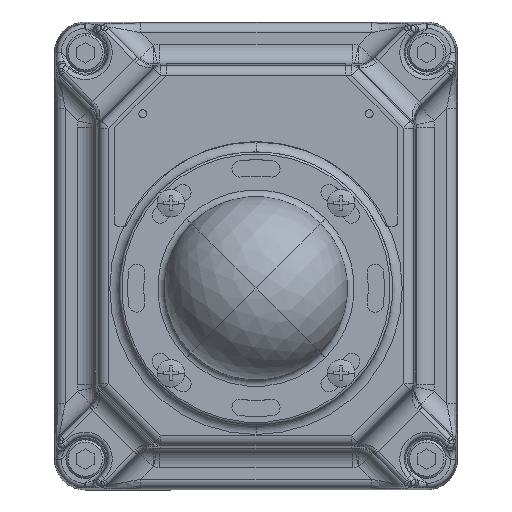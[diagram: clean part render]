
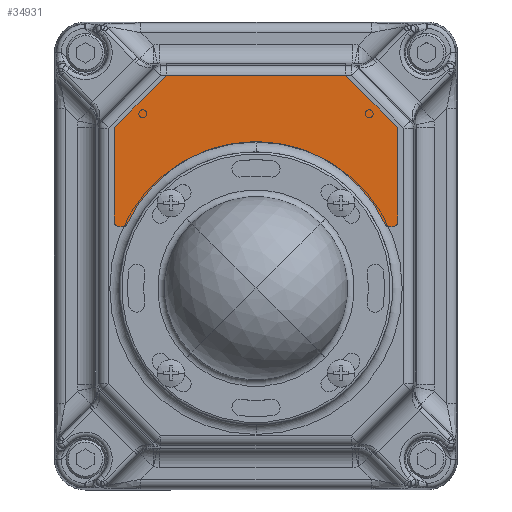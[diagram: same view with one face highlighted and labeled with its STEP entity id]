
A CAD part, top view. The second image highlights one B-rep face of the part: STEP entity #34931.
In plain terms, the highlighted planar face has unit normal (0, 0, 1).
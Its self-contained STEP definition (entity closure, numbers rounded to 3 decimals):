
#219 = CARTESIAN_POINT ( 'NONE',  ( 0., 1.687, 87.044 ) ) ;
#695 = DIRECTION ( 'NONE',  ( 0., 0., 1. ) ) ;
#779 = DIRECTION ( 'NONE',  ( 0., 0., 1. ) ) ;
#3958 = ORIENTED_EDGE ( 'NONE', *, *, #84087, .T. ) ;
#4177 = DIRECTION ( 'NONE',  ( -1., 0., 0. ) ) ;
#4192 = ORIENTED_EDGE ( 'NONE', *, *, #25253, .T. ) ;
#6455 = DIRECTION ( 'NONE',  ( 0., -1., 0. ) ) ;
#7829 = EDGE_CURVE ( 'NONE', #23702, #37168, #32305, .T. ) ;
#7957 = VERTEX_POINT ( 'NONE', #33153 ) ;
#7965 = CARTESIAN_POINT ( 'NONE',  ( 47.625, 20.737, 87.044 ) ) ;
#9661 = DIRECTION ( 'NONE',  ( 1., 0., 0. ) ) ;
#10775 = CARTESIAN_POINT ( 'NONE',  ( 47.179, 54.457, 87.044 ) ) ;
#11258 = VERTEX_POINT ( 'NONE', #14967 ) ;
#11344 = DIRECTION ( 'NONE',  ( 0., 0., 1. ) ) ;
#11881 = CARTESIAN_POINT ( 'NONE',  ( 46.101, 20.737, 87.044 ) ) ;
#13010 = CARTESIAN_POINT ( 'NONE',  ( -47.625, 20.737, 87.044 ) ) ;
#14143 = CARTESIAN_POINT ( 'NONE',  ( -47.625, 53.38, 87.044 ) ) ;
#14967 = CARTESIAN_POINT ( 'NONE',  ( -47.179, 54.457, 87.044 ) ) ;
#15463 = DIRECTION ( 'NONE',  ( 0., 0., 1. ) ) ;
#15861 = CARTESIAN_POINT ( 'NONE',  ( 46.101, 22.261, 87.044 ) ) ;
#15943 = LINE ( 'NONE', #84532, #83426 ) ;
#18096 = EDGE_CURVE ( 'NONE', #37168, #60431, #42742, .T. ) ;
#18331 = CARTESIAN_POINT ( 'NONE',  ( 47.625, 22.261, 87.044 ) ) ;
#18339 = CIRCLE ( 'NONE', #47359, 47.625 ) ;
#18492 = VECTOR ( 'NONE', #6455, 1000. ) ;
#19192 = VECTOR ( 'NONE', #62005, 1000. ) ;
#19358 = DIRECTION ( 'NONE',  ( -0.707, 0.707, 0. ) ) ;
#20819 = CIRCLE ( 'NONE', #73065, 1.524 ) ;
#21158 = ORIENTED_EDGE ( 'NONE', *, *, #7829, .T. ) ;
#21982 = CARTESIAN_POINT ( 'NONE',  ( -30.099, 71.537, 87.044 ) ) ;
#22120 = DIRECTION ( 'NONE',  ( -1., 0., 0. ) ) ;
#22420 = DIRECTION ( 'NONE',  ( -1., 0., 0. ) ) ;
#23702 = VERTEX_POINT ( 'NONE', #18331 ) ;
#24332 = CARTESIAN_POINT ( 'NONE',  ( 47.625, 20.737, 87.044 ) ) ;
#24799 = CIRCLE ( 'NONE', #78516, 1.524 ) ;
#25253 = EDGE_CURVE ( 'NONE', #60756, #67425, #18339, .T. ) ;
#26292 = CIRCLE ( 'NONE', #76945, 1.524 ) ;
#26616 = VERTEX_POINT ( 'NONE', #38459 ) ;
#29107 = EDGE_CURVE ( 'NONE', #60431, #71187, #15943, .T. ) ;
#30731 = CARTESIAN_POINT ( 'NONE',  ( -46.101, 53.38, 87.044 ) ) ;
#31381 = VERTEX_POINT ( 'NONE', #21982 ) ;
#32305 = LINE ( 'NONE', #24332, #67165 ) ;
#33153 = CARTESIAN_POINT ( 'NONE',  ( -47.625, 22.261, 87.044 ) ) ;
#33958 = CARTESIAN_POINT ( 'NONE',  ( 47.625, 53.38, 87.044 ) ) ;
#34176 = CARTESIAN_POINT ( 'NONE',  ( -43.252, 21.623, 87.044 ) ) ;
#34267 = DIRECTION ( 'NONE',  ( 1., 0., 0. ) ) ;
#34922 = AXIS2_PLACEMENT_3D ( 'NONE', #54695, #15463, #61237 ) ;
#34931 = ADVANCED_FACE ( 'NONE', ( #80762 ), #52877, .T. ) ;
#35197 = CARTESIAN_POINT ( 'NONE',  ( 0., 1.687, 87.044 ) ) ;
#37168 = VERTEX_POINT ( 'NONE', #33958 ) ;
#37227 = DIRECTION ( 'NONE',  ( 0., 1., 0. ) ) ;
#37325 = DIRECTION ( 'NONE',  ( -1., 0., 0. ) ) ;
#38459 = CARTESIAN_POINT ( 'NONE',  ( 44.636, 20.737, 87.044 ) ) ;
#38963 = VECTOR ( 'NONE', #9661, 1000. ) ;
#39581 = CARTESIAN_POINT ( 'NONE',  ( 30.099, 71.537, 87.044 ) ) ;
#39898 = CARTESIAN_POINT ( 'NONE',  ( -44.636, 22.261, 87.044 ) ) ;
#40215 = VERTEX_POINT ( 'NONE', #74270 ) ;
#41284 = CARTESIAN_POINT ( 'NONE',  ( -44.636, 20.737, 87.044 ) ) ;
#41797 = DIRECTION ( 'NONE',  ( -1., 0., 0. ) ) ;
#42277 = CARTESIAN_POINT ( 'NONE',  ( 43.252, 21.623, 87.044 ) ) ;
#42742 = CIRCLE ( 'NONE', #45900, 1.524 ) ;
#42922 = EDGE_CURVE ( 'NONE', #47688, #7957, #51292, .T. ) ;
#43374 = DIRECTION ( 'NONE',  ( 0., 0., 1. ) ) ;
#44489 = VERTEX_POINT ( 'NONE', #11881 ) ;
#44765 = EDGE_CURVE ( 'NONE', #44489, #23702, #26292, .T. ) ;
#45900 = AXIS2_PLACEMENT_3D ( 'NONE', #50587, #11344, #57123 ) ;
#46057 = ORIENTED_EDGE ( 'NONE', *, *, #67758, .T. ) ;
#46303 = EDGE_CURVE ( 'NONE', #26616, #44489, #75199, .T. ) ;
#46463 = DIRECTION ( 'NONE',  ( -1., 0., 0. ) ) ;
#46544 = DIRECTION ( 'NONE',  ( -1., 0., 0. ) ) ;
#46908 = ORIENTED_EDGE ( 'NONE', *, *, #42922, .T. ) ;
#47359 = AXIS2_PLACEMENT_3D ( 'NONE', #35197, #80908, #41797 ) ;
#47688 = VERTEX_POINT ( 'NONE', #14143 ) ;
#48188 = CARTESIAN_POINT ( 'NONE',  ( 30.099, 71.537, 87.044 ) ) ;
#48872 = CARTESIAN_POINT ( 'NONE',  ( -43.649, 20.737, 87.044 ) ) ;
#50253 = ORIENTED_EDGE ( 'NONE', *, *, #77850, .T. ) ;
#50562 = ORIENTED_EDGE ( 'NONE', *, *, #77054, .T. ) ;
#50587 = CARTESIAN_POINT ( 'NONE',  ( 46.101, 53.38, 87.044 ) ) ;
#51292 = LINE ( 'NONE', #13010, #18492 ) ;
#52486 = EDGE_CURVE ( 'NONE', #31381, #11258, #71414, .T. ) ;
#52877 = PLANE ( 'NONE',  #79246 ) ;
#53228 = EDGE_CURVE ( 'NONE', #67425, #26616, #82539, .T. ) ;
#54094 = ORIENTED_EDGE ( 'NONE', *, *, #44765, .T. ) ;
#54695 = CARTESIAN_POINT ( 'NONE',  ( 44.636, 22.261, 87.044 ) ) ;
#55250 = VERTEX_POINT ( 'NONE', #41284 ) ;
#55445 = CARTESIAN_POINT ( 'NONE',  ( -47.625, 54.011, 87.044 ) ) ;
#56373 = LINE ( 'NONE', #48872, #38963 ) ;
#57123 = DIRECTION ( 'NONE',  ( -1., 0., 0. ) ) ;
#57795 = VECTOR ( 'NONE', #34267, 1000. ) ;
#58350 = ORIENTED_EDGE ( 'NONE', *, *, #65864, .T. ) ;
#60431 = VERTEX_POINT ( 'NONE', #10775 ) ;
#60708 = ORIENTED_EDGE ( 'NONE', *, *, #29107, .T. ) ;
#60756 = VERTEX_POINT ( 'NONE', #34176 ) ;
#61237 = DIRECTION ( 'NONE',  ( -1., 0., 0. ) ) ;
#61644 = DIRECTION ( 'NONE',  ( 0., 0., 1. ) ) ;
#62005 = DIRECTION ( 'NONE',  ( -0.707, -0.707, 0. ) ) ;
#63472 = AXIS2_PLACEMENT_3D ( 'NONE', #30731, #76454, #37325 ) ;
#65864 = EDGE_CURVE ( 'NONE', #7957, #40215, #20819, .T. ) ;
#65934 = VECTOR ( 'NONE', #22120, 1000. ) ;
#65988 = ORIENTED_EDGE ( 'NONE', *, *, #18096, .T. ) ;
#67165 = VECTOR ( 'NONE', #37227, 1000. ) ;
#67425 = VERTEX_POINT ( 'NONE', #42277 ) ;
#67758 = EDGE_CURVE ( 'NONE', #55250, #60756, #24799, .T. ) ;
#71064 = ORIENTED_EDGE ( 'NONE', *, *, #53228, .T. ) ;
#71187 = VERTEX_POINT ( 'NONE', #39581 ) ;
#71414 = LINE ( 'NONE', #55445, #19192 ) ;
#71703 = EDGE_LOOP ( 'NONE', ( #21158, #65988, #60708, #3958, #75211, #50562, #46908, #58350, #50253, #46057, #4192, #71064, #72285, #54094 ) ) ;
#72285 = ORIENTED_EDGE ( 'NONE', *, *, #46303, .T. ) ;
#73065 = AXIS2_PLACEMENT_3D ( 'NONE', #82493, #43374, #4177 ) ;
#74270 = CARTESIAN_POINT ( 'NONE',  ( -46.101, 20.737, 87.044 ) ) ;
#75199 = LINE ( 'NONE', #7965, #57795 ) ;
#75211 = ORIENTED_EDGE ( 'NONE', *, *, #52486, .T. ) ;
#76454 = DIRECTION ( 'NONE',  ( 0., 0., 1. ) ) ;
#76945 = AXIS2_PLACEMENT_3D ( 'NONE', #15861, #61644, #22420 ) ;
#77054 = EDGE_CURVE ( 'NONE', #11258, #47688, #84755, .T. ) ;
#77850 = EDGE_CURVE ( 'NONE', #40215, #55250, #56373, .T. ) ;
#78516 = AXIS2_PLACEMENT_3D ( 'NONE', #39898, #695, #46463 ) ;
#79246 = AXIS2_PLACEMENT_3D ( 'NONE', #219, #779, #46544 ) ;
#80762 = FACE_OUTER_BOUND ( 'NONE', #71703, .T. ) ;
#80908 = DIRECTION ( 'NONE',  ( 0., 0., -1. ) ) ;
#82493 = CARTESIAN_POINT ( 'NONE',  ( -46.101, 22.261, 87.044 ) ) ;
#82539 = CIRCLE ( 'NONE', #34922, 1.524 ) ;
#83253 = LINE ( 'NONE', #48188, #65934 ) ;
#83426 = VECTOR ( 'NONE', #19358, 1000. ) ;
#84087 = EDGE_CURVE ( 'NONE', #71187, #31381, #83253, .T. ) ;
#84532 = CARTESIAN_POINT ( 'NONE',  ( 47.625, 54.011, 87.044 ) ) ;
#84755 = CIRCLE ( 'NONE', #63472, 1.524 ) ;
